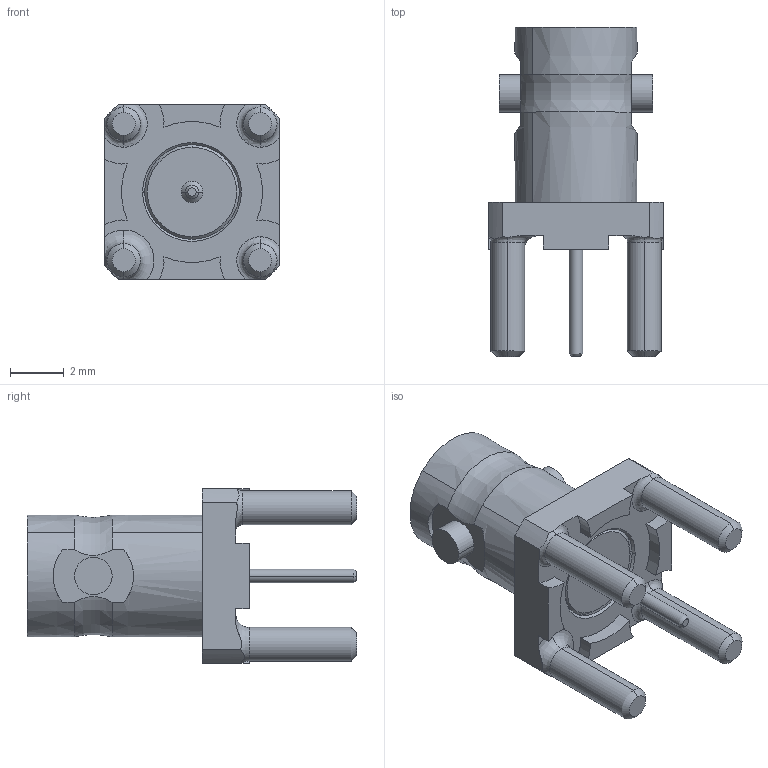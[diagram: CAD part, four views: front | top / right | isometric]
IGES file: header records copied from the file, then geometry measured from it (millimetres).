
Start section:  PTC IGES file: 034-1024.igs
Global section: file name: 034-1024.igs; native system: Pro/ENGINEER by Parametric Technology Corporation; preprocessor: 2010280; author: M.GOPI; organization: Unknown; date: 20120516.141130; units: millimetre
Bounding box: 6.5 x 12.25 x 6.5 mm (x, y, z)
Surface area: 372.4 mm2 (no closed solid volume)
Topology: 0 solids, 0 shells, 99 faces, 484 edges, 484 vertices
Faces by surface type: revolution 74, bspline 25
